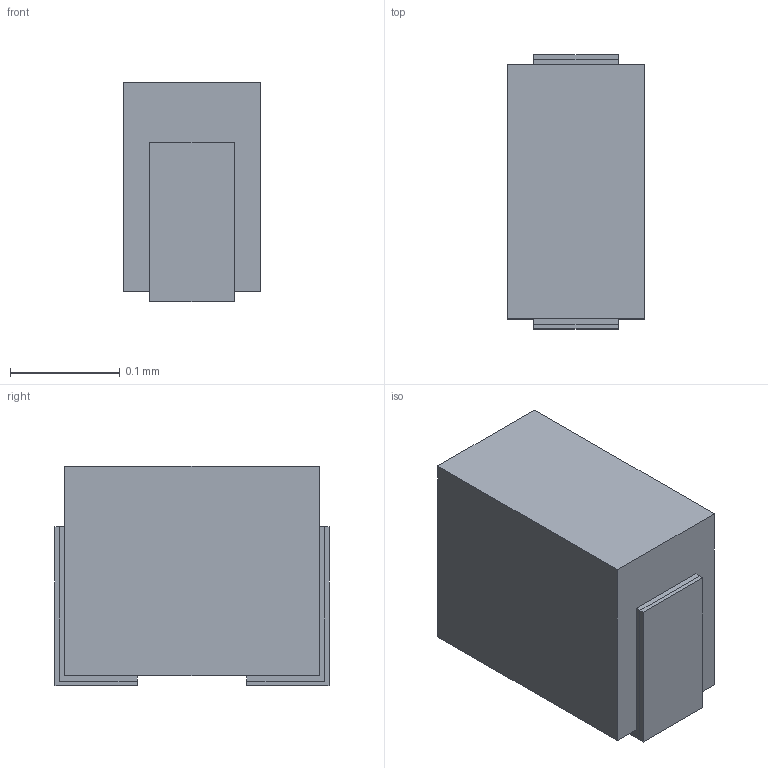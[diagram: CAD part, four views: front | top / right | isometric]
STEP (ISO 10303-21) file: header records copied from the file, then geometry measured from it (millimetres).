
FILE_DESCRIPTION(('STEP AP214'),'1');
FILE_NAME('LQP01HQ16N.step','2019-12-20T10:17:10',(' '),('ANSOFT Corporation'),'Spatial InterOp 3D',' ',' ');
FILE_SCHEMA(('AUTOMOTIVE_DESIGN { 1 0 10303 214 1 1 1 1 }'));
Length unit declared in the file: micrometre
Products named in the file (1): 1
Bounding box: 0.12 x 0.25 x 0.2 mm (x, y, z)
Volume: 0 mm3; surface area: 0.7 mm2
Topology: 6 solids, 6 shells, 672 faces, 1938 edges, 1292 vertices
Faces by surface type: plane 370, cylinder 302
Entity records: 27650 total; most frequent: CARTESIAN_POINT 3908, DIRECTION 3898, ORIENTED_EDGE 3876, EDGE_CURVE 1938, LINE 1334, VECTOR 1334, VERTEX_POINT 1292, AXIS2_PLACEMENT_3D 1282
